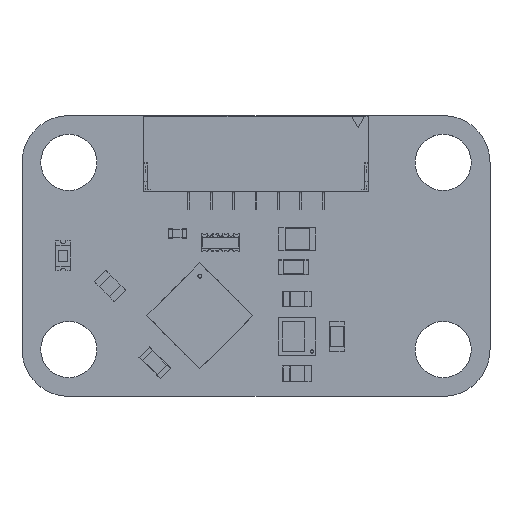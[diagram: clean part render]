
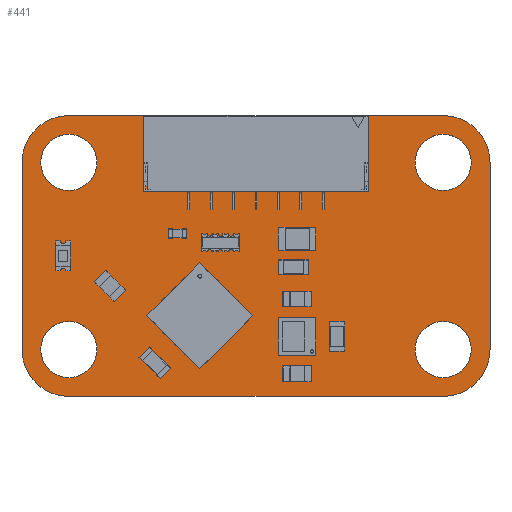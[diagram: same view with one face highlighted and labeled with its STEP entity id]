
A CAD part, top view. The second image highlights one B-rep face of the part: STEP entity #441.
In plain terms, the highlighted planar face has unit normal (0, 0, 1).
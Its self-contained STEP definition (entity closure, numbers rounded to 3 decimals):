
#58 = VERTEX_POINT('',#59);
#59 = CARTESIAN_POINT('',(132.4,-101.5,0.));
#76 = VERTEX_POINT('',#77);
#77 = CARTESIAN_POINT('',(152.4,-101.5,0.));
#83 = EDGE_CURVE('',#58,#76,#84,.T.);
#84 = LINE('',#85,#86);
#85 = CARTESIAN_POINT('',(132.4,-101.5,0.));
#86 = VECTOR('',#87,1.);
#87 = DIRECTION('',(1.,0.,0.));
#98 = VERTEX_POINT('',#99);
#99 = CARTESIAN_POINT('',(129.9,-99.,0.));
#115 = EDGE_CURVE('',#98,#58,#116,.T.);
#116 = CIRCLE('',#117,2.5);
#117 = AXIS2_PLACEMENT_3D('',#118,#119,#120);
#118 = CARTESIAN_POINT('',(132.4,-99.,0.));
#119 = DIRECTION('',(0.,0.,1.));
#120 = DIRECTION('',(1.,0.,0.));
#141 = VERTEX_POINT('',#142);
#142 = CARTESIAN_POINT('',(154.9,-99.,0.));
#148 = EDGE_CURVE('',#76,#141,#149,.T.);
#149 = CIRCLE('',#150,2.5);
#150 = AXIS2_PLACEMENT_3D('',#151,#152,#153);
#151 = CARTESIAN_POINT('',(152.4,-99.,0.));
#152 = DIRECTION('',(0.,0.,1.));
#153 = DIRECTION('',(1.,0.,0.));
#164 = VERTEX_POINT('',#165);
#165 = CARTESIAN_POINT('',(129.9,-89.,0.));
#180 = EDGE_CURVE('',#164,#98,#181,.T.);
#181 = LINE('',#182,#183);
#182 = CARTESIAN_POINT('',(129.9,-89.,0.));
#183 = VECTOR('',#184,1.);
#184 = DIRECTION('',(0.,-1.,0.));
#204 = VERTEX_POINT('',#205);
#205 = CARTESIAN_POINT('',(154.9,-89.,0.));
#211 = EDGE_CURVE('',#141,#204,#212,.T.);
#212 = LINE('',#213,#214);
#213 = CARTESIAN_POINT('',(154.9,-99.,0.));
#214 = VECTOR('',#215,1.);
#215 = DIRECTION('',(0.,1.,0.));
#226 = VERTEX_POINT('',#227);
#227 = CARTESIAN_POINT('',(132.4,-86.5,0.));
#243 = EDGE_CURVE('',#226,#164,#244,.T.);
#244 = CIRCLE('',#245,2.5);
#245 = AXIS2_PLACEMENT_3D('',#246,#247,#248);
#246 = CARTESIAN_POINT('',(132.4,-89.,0.));
#247 = DIRECTION('',(0.,0.,1.));
#248 = DIRECTION('',(1.,0.,0.));
#269 = VERTEX_POINT('',#270);
#270 = CARTESIAN_POINT('',(152.4,-86.5,0.));
#276 = EDGE_CURVE('',#204,#269,#277,.T.);
#277 = CIRCLE('',#278,2.5);
#278 = AXIS2_PLACEMENT_3D('',#279,#280,#281);
#279 = CARTESIAN_POINT('',(152.4,-89.,0.));
#280 = DIRECTION('',(0.,0.,1.));
#281 = DIRECTION('',(1.,0.,0.));
#299 = EDGE_CURVE('',#269,#226,#300,.T.);
#300 = LINE('',#301,#302);
#301 = CARTESIAN_POINT('',(152.4,-86.5,0.));
#302 = VECTOR('',#303,1.);
#303 = DIRECTION('',(-1.,0.,0.));
#314 = VERTEX_POINT('',#315);
#315 = CARTESIAN_POINT('',(153.9,-89.,0.));
#331 = EDGE_CURVE('',#314,#314,#332,.T.);
#332 = CIRCLE('',#333,1.5);
#333 = AXIS2_PLACEMENT_3D('',#334,#335,#336);
#334 = CARTESIAN_POINT('',(152.4,-89.,0.));
#335 = DIRECTION('',(0.,0.,1.));
#336 = DIRECTION('',(1.,0.,-0.));
#347 = VERTEX_POINT('',#348);
#348 = CARTESIAN_POINT('',(153.9,-99.,0.));
#364 = EDGE_CURVE('',#347,#347,#365,.T.);
#365 = CIRCLE('',#366,1.5);
#366 = AXIS2_PLACEMENT_3D('',#367,#368,#369);
#367 = CARTESIAN_POINT('',(152.4,-99.,0.));
#368 = DIRECTION('',(0.,0.,1.));
#369 = DIRECTION('',(1.,0.,-0.));
#380 = VERTEX_POINT('',#381);
#381 = CARTESIAN_POINT('',(133.9,-89.,0.));
#397 = EDGE_CURVE('',#380,#380,#398,.T.);
#398 = CIRCLE('',#399,1.5);
#399 = AXIS2_PLACEMENT_3D('',#400,#401,#402);
#400 = CARTESIAN_POINT('',(132.4,-89.,0.));
#401 = DIRECTION('',(0.,0.,1.));
#402 = DIRECTION('',(1.,0.,-0.));
#413 = VERTEX_POINT('',#414);
#414 = CARTESIAN_POINT('',(133.9,-99.,0.));
#430 = EDGE_CURVE('',#413,#413,#431,.T.);
#431 = CIRCLE('',#432,1.5);
#432 = AXIS2_PLACEMENT_3D('',#433,#434,#435);
#433 = CARTESIAN_POINT('',(132.4,-99.,0.));
#434 = DIRECTION('',(0.,0.,1.));
#435 = DIRECTION('',(1.,0.,-0.));
#441 = ADVANCED_FACE('',(#442,#452,#455,#458,#461),#464,.T.);
#442 = FACE_BOUND('',#443,.T.);
#443 = EDGE_LOOP('',(#444,#445,#446,#447,#448,#449,#450,#451));
#444 = ORIENTED_EDGE('',*,*,#83,.T.);
#445 = ORIENTED_EDGE('',*,*,#148,.T.);
#446 = ORIENTED_EDGE('',*,*,#211,.T.);
#447 = ORIENTED_EDGE('',*,*,#276,.T.);
#448 = ORIENTED_EDGE('',*,*,#299,.T.);
#449 = ORIENTED_EDGE('',*,*,#243,.T.);
#450 = ORIENTED_EDGE('',*,*,#180,.T.);
#451 = ORIENTED_EDGE('',*,*,#115,.T.);
#452 = FACE_BOUND('',#453,.T.);
#453 = EDGE_LOOP('',(#454));
#454 = ORIENTED_EDGE('',*,*,#331,.F.);
#455 = FACE_BOUND('',#456,.T.);
#456 = EDGE_LOOP('',(#457));
#457 = ORIENTED_EDGE('',*,*,#364,.F.);
#458 = FACE_BOUND('',#459,.T.);
#459 = EDGE_LOOP('',(#460));
#460 = ORIENTED_EDGE('',*,*,#397,.F.);
#461 = FACE_BOUND('',#462,.T.);
#462 = EDGE_LOOP('',(#463));
#463 = ORIENTED_EDGE('',*,*,#430,.F.);
#464 = PLANE('',#465);
#465 = AXIS2_PLACEMENT_3D('',#466,#467,#468);
#466 = CARTESIAN_POINT('',(142.4,-94.,0.));
#467 = DIRECTION('',(0.,0.,1.));
#468 = DIRECTION('',(1.,0.,0.));
